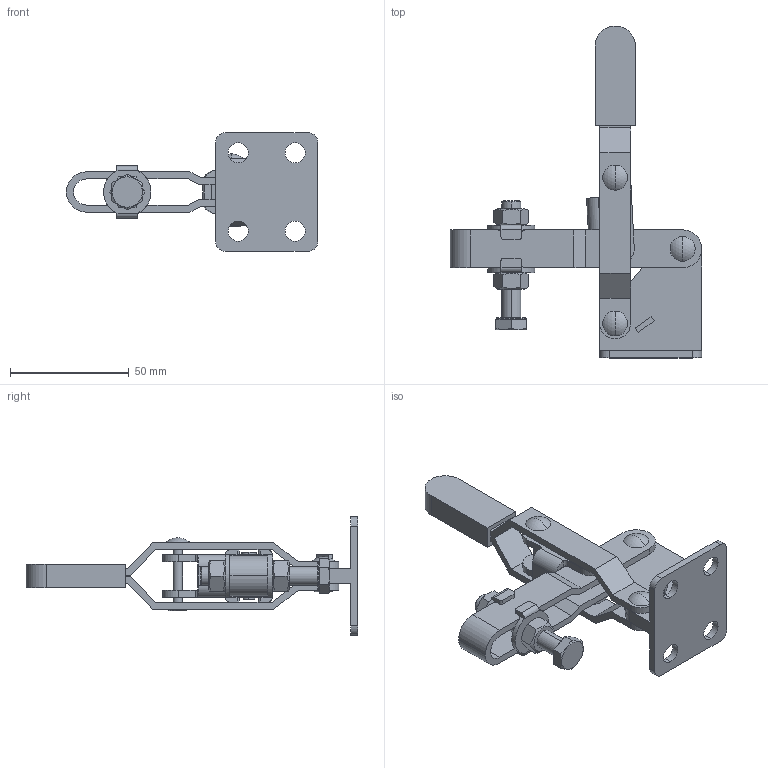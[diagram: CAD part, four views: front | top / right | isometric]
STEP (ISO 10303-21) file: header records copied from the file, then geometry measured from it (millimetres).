
FILE_DESCRIPTION (( 'STEP AP214' ), '1' );
FILE_NAME ('GH-11421(Â²¤Æ).STEP', '2020-05-22T07:14:33', ( 'LinWei' ), ( '' ), 'SwSTEP 2.0', 'SolidWorks 2016', '' );
FILE_SCHEMA (( 'AUTOMOTIVE_DESIGN' ));
Length unit declared in the file: millimetre
Products named in the file (6): Group5^GH-11421(簡化); Group4^GH-11421(簡化); Group3^GH-11421(簡化); Group2^GH-11421(簡化); Group1^GH-11421(簡化); GH-11421(簡化)
Assembly tree (5 placements, depth 2):
  GH-11421(簡化)
    Group1^GH-11421(簡化)
    Group2^GH-11421(簡化)
    Group3^GH-11421(簡化)
    Group4^GH-11421(簡化)
    Group5^GH-11421(簡化)
Bounding box: 106 x 140 x 50 mm (x, y, z)
Volume: 50342.4 mm3; surface area: 33038.6 mm2
Topology: 5 solids, 5 shells, 247 faces, 633 edges, 415 vertices
Faces by surface type: plane 130, cylinder 91, cone 12, torus 8, sphere 6
Entity records: 8891 total; most frequent: CARTESIAN_POINT 1741, DIRECTION 1307, ORIENTED_EDGE 1266, EDGE_CURVE 633, AXIS2_PLACEMENT_3D 473, VERTEX_POINT 415, VECTOR 361, LINE 361
